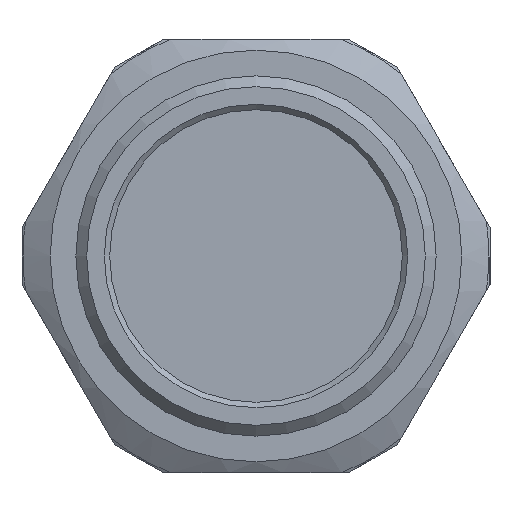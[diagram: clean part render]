
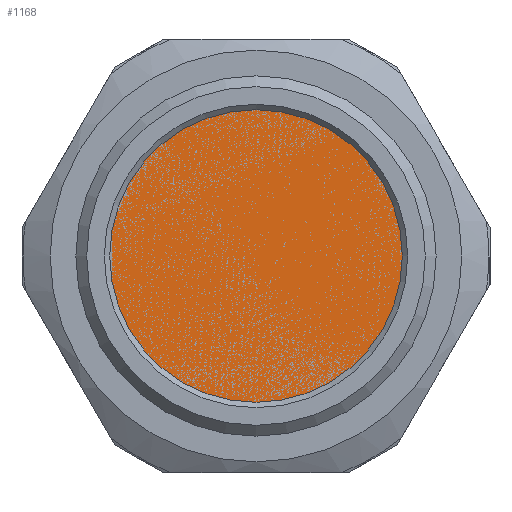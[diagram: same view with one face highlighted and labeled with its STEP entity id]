
A CAD part, front view. The second image highlights one B-rep face of the part: STEP entity #1168.
In plain terms, the highlighted planar face has unit normal (0, 1, 0).
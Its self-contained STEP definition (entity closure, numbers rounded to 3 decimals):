
#381=FACE_OUTER_BOUND('',#450,.T.);
#450=EDGE_LOOP('',(#1065));
#490=CIRCLE('',#1292,16.625);
#593=VERTEX_POINT('',#2048);
#751=EDGE_CURVE('',#593,#593,#490,.T.);
#1065=ORIENTED_EDGE('',*,*,#751,.T.);
#1104=PLANE('',#1291);
#1168=ADVANCED_FACE('',(#381),#1104,.T.);
#1291=AXIS2_PLACEMENT_3D('',#2047,#1566,#1567);
#1292=AXIS2_PLACEMENT_3D('',#2049,#1568,#1569);
#1566=DIRECTION('center_axis',(0.,1.,0.));
#1567=DIRECTION('ref_axis',(0.,0.,1.));
#1568=DIRECTION('center_axis',(0.,1.,0.));
#1569=DIRECTION('ref_axis',(-1.,0.,0.));
#2047=CARTESIAN_POINT('Origin',(191.523,16.815,257.683));
#2048=CARTESIAN_POINT('',(208.147,16.815,257.683));
#2049=CARTESIAN_POINT('Origin',(191.523,16.815,257.683));
